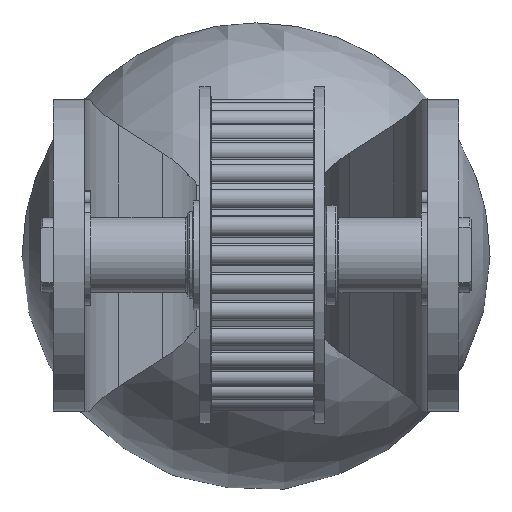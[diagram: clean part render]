
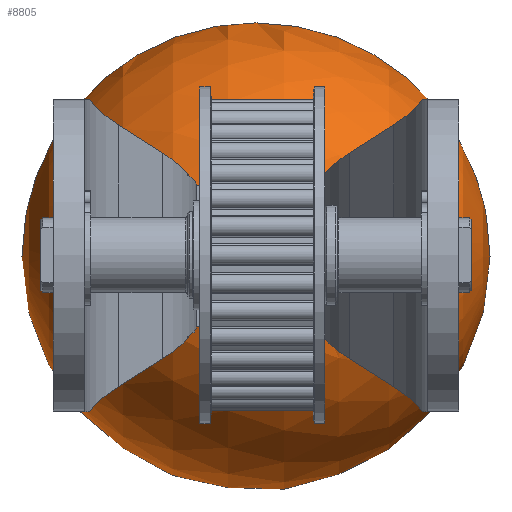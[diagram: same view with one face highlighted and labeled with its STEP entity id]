
A CAD part, top view. The second image highlights one B-rep face of the part: STEP entity #8805.
In plain terms, the highlighted spherical face has radius 37.5 mm.
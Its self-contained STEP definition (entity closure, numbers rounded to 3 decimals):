
#17=SPHERICAL_SURFACE('',#9941,37.5);
#517=FACE_BOUND('',#1633,.T.);
#1128=FACE_OUTER_BOUND('',#1632,.T.);
#1632=EDGE_LOOP('',(#8023,#8024));
#1633=EDGE_LOOP('',(#8025));
#3361=CIRCLE('',#9940,7.5);
#3362=CIRCLE('',#9942,37.5);
#4223=VERTEX_POINT('',#15568);
#4224=VERTEX_POINT('',#15572);
#4225=VERTEX_POINT('',#15573);
#5497=EDGE_CURVE('',#4223,#4223,#3361,.T.);
#5498=EDGE_CURVE('',#4224,#4225,#3362,.T.);
#8023=ORIENTED_EDGE('',*,*,#5498,.T.);
#8024=ORIENTED_EDGE('',*,*,#5498,.F.);
#8025=ORIENTED_EDGE('',*,*,#5497,.F.);
#8805=ADVANCED_FACE('',(#1128,#517),#17,.T.);
#9940=AXIS2_PLACEMENT_3D('',#15570,#12676,#12677);
#9941=AXIS2_PLACEMENT_3D('',#15571,#12678,#12679);
#9942=AXIS2_PLACEMENT_3D('',#15574,#12680,#12681);
#12676=DIRECTION('center_axis',(0.,0.,
1.));
#12677=DIRECTION('ref_axis',(0.,1.,0.));
#12678=DIRECTION('center_axis',(-1.,0.,
0.));
#12679=DIRECTION('ref_axis',(0.,-1.,0.));
#12680=DIRECTION('center_axis',(0.,0.,
-1.));
#12681=DIRECTION('ref_axis',(0.,1.,0.));
#15568=CARTESIAN_POINT('',(-18.323,-136.498,152.668));
#15570=CARTESIAN_POINT('Origin',(-18.323,-128.998,152.668));
#15571=CARTESIAN_POINT('Origin',(-18.322,-128.997,115.926));
#15572=CARTESIAN_POINT('',(-55.822,-128.997,115.926));
#15573=CARTESIAN_POINT('',(19.178,-128.997,115.926));
#15574=CARTESIAN_POINT('Origin',(-18.322,-128.997,115.926));
